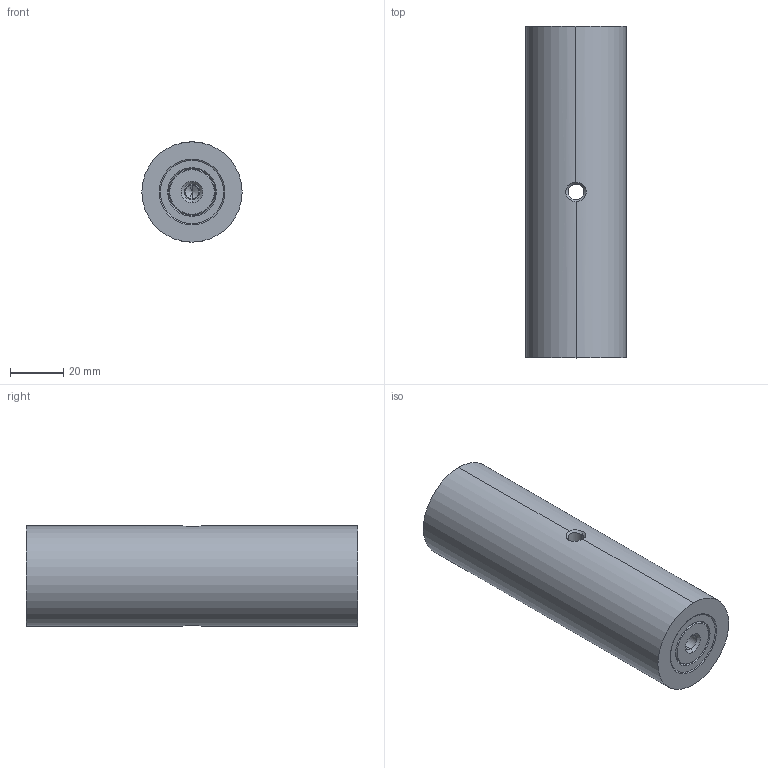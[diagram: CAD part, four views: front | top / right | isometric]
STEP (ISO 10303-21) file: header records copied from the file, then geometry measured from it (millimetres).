
FILE_DESCRIPTION (( 'STEP AP214' ), '1' );
FILE_NAME ('0653-E0W.STEP', '2016-06-02T20:02:30', ( '' ), ( '' ), 'SwSTEP 2.0', 'SolidWorks 2016', '' );
FILE_SCHEMA (( 'AUTOMOTIVE_DESIGN' ));
Length unit declared in the file: inch
Products named in the file (1): 0653-E0W
Bounding box: 37.74 x 125 x 37.74 mm (x, y, z)
Volume: 137828.5 mm3; surface area: 18183.1 mm2
Topology: 1 solids, 1 shells, 44 faces, 98 edges, 58 vertices
Faces by surface type: cone 20, cylinder 12, plane 8, bspline 4
Entity records: 2108 total; most frequent: CARTESIAN_POINT 543, DIRECTION 204, ORIENTED_EDGE 188, EDGE_CURVE 94, AXIS2_PLACEMENT_3D 85, VERTEX_POINT 58, EDGE_LOOP 52, UNCERTAINTY_MEASURE_WITH_UNIT 47
